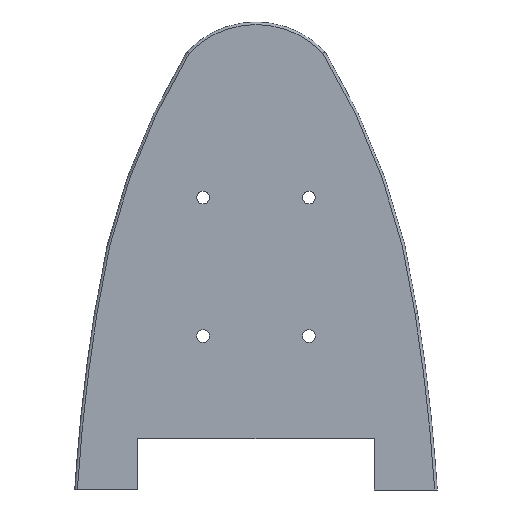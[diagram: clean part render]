
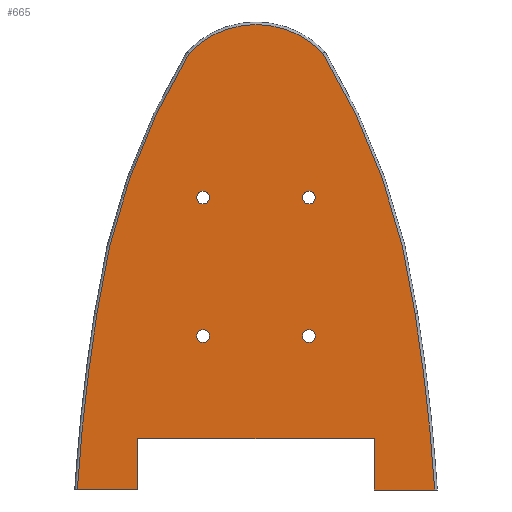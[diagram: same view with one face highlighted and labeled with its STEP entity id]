
A CAD part, front view. The second image highlights one B-rep face of the part: STEP entity #665.
In plain terms, the highlighted planar face has unit normal (0, -1, 0).
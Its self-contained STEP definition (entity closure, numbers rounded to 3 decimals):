
#38=FACE_BOUND('',#153,.T.);
#39=FACE_BOUND('',#154,.T.);
#40=FACE_BOUND('',#155,.T.);
#41=FACE_BOUND('',#156,.T.);
#69=PLANE('',#770);
#103=FACE_OUTER_BOUND('',#152,.T.);
#152=EDGE_LOOP('',(#577,#578,#579,#580,#581,#582,#583,#584,#585,#586));
#153=EDGE_LOOP('',(#587));
#154=EDGE_LOOP('',(#588));
#155=EDGE_LOOP('',(#589));
#156=EDGE_LOOP('',(#590));
#174=LINE('',#1127,#207);
#177=LINE('',#1133,#210);
#180=LINE('',#1139,#213);
#182=LINE('',#1186,#215);
#185=LINE('',#1190,#218);
#207=VECTOR('',#850,10.);
#210=VECTOR('',#855,10.);
#213=VECTOR('',#860,10.);
#215=VECTOR('',#864,10.);
#218=VECTOR('',#869,10.);
#254=CIRCLE('',#740,745.226);
#256=CIRCLE('',#744,2.5);
#258=CIRCLE('',#748,2.5);
#260=CIRCLE('',#752,2.5);
#262=CIRCLE('',#756,2.5);
#264=CIRCLE('',#759,266.305);
#266=CIRCLE('',#762,36.093);
#268=CIRCLE('',#765,266.305);
#269=CIRCLE('',#767,745.226);
#297=VERTEX_POINT('',#1124);
#298=VERTEX_POINT('',#1126);
#300=VERTEX_POINT('',#1132);
#302=VERTEX_POINT('',#1138);
#305=VERTEX_POINT('',#1174);
#306=VERTEX_POINT('',#1185);
#315=VERTEX_POINT('',#1223);
#317=VERTEX_POINT('',#1242);
#319=VERTEX_POINT('',#1250);
#321=VERTEX_POINT('',#1258);
#323=VERTEX_POINT('',#1266);
#325=VERTEX_POINT('',#1272);
#327=VERTEX_POINT('',#1289);
#328=VERTEX_POINT('',#1305);
#364=EDGE_CURVE('',#298,#297,#174,.T.);
#367=EDGE_CURVE('',#300,#298,#177,.T.);
#370=EDGE_CURVE('',#302,#300,#180,.T.);
#376=EDGE_CURVE('',#306,#305,#182,.T.);
#379=EDGE_CURVE('',#297,#306,#185,.T.);
#390=EDGE_CURVE('',#302,#315,#254,.T.);
#394=EDGE_CURVE('',#317,#317,#256,.T.);
#398=EDGE_CURVE('',#319,#319,#258,.T.);
#402=EDGE_CURVE('',#321,#321,#260,.T.);
#406=EDGE_CURVE('',#323,#323,#262,.T.);
#409=EDGE_CURVE('',#315,#325,#264,.T.);
#412=EDGE_CURVE('',#325,#327,#266,.T.);
#415=EDGE_CURVE('',#327,#328,#268,.T.);
#417=EDGE_CURVE('',#328,#305,#269,.T.);
#577=ORIENTED_EDGE('',*,*,#376,.T.);
#578=ORIENTED_EDGE('',*,*,#417,.F.);
#579=ORIENTED_EDGE('',*,*,#415,.F.);
#580=ORIENTED_EDGE('',*,*,#412,.F.);
#581=ORIENTED_EDGE('',*,*,#409,.F.);
#582=ORIENTED_EDGE('',*,*,#390,.F.);
#583=ORIENTED_EDGE('',*,*,#370,.T.);
#584=ORIENTED_EDGE('',*,*,#367,.T.);
#585=ORIENTED_EDGE('',*,*,#364,.T.);
#586=ORIENTED_EDGE('',*,*,#379,.T.);
#587=ORIENTED_EDGE('',*,*,#406,.T.);
#588=ORIENTED_EDGE('',*,*,#402,.T.);
#589=ORIENTED_EDGE('',*,*,#398,.T.);
#590=ORIENTED_EDGE('',*,*,#394,.T.);
#665=ADVANCED_FACE('',(#103,#38,#39,#40,#41),#69,.F.);
#740=AXIS2_PLACEMENT_3D('',#1224,#894,#895);
#744=AXIS2_PLACEMENT_3D('',#1243,#903,#904);
#748=AXIS2_PLACEMENT_3D('',#1251,#913,#914);
#752=AXIS2_PLACEMENT_3D('',#1259,#923,#924);
#756=AXIS2_PLACEMENT_3D('',#1267,#933,#934);
#759=AXIS2_PLACEMENT_3D('',#1273,#940,#941);
#762=AXIS2_PLACEMENT_3D('',#1290,#946,#947);
#765=AXIS2_PLACEMENT_3D('',#1306,#952,#953);
#767=AXIS2_PLACEMENT_3D('',#1320,#956,#957);
#770=AXIS2_PLACEMENT_3D('',#1325,#963,#964);
#850=DIRECTION('',(1.,0.,0.));
#855=DIRECTION('',(0.,0.,1.));
#860=DIRECTION('',(1.,0.,0.));
#864=DIRECTION('',(1.,0.,0.));
#869=DIRECTION('',(0.,0.,-1.));
#894=DIRECTION('center_axis',(0.,1.,0.));
#895=DIRECTION('ref_axis',(-1.,0.,0.021));
#903=DIRECTION('center_axis',(0.,1.,0.));
#904=DIRECTION('ref_axis',(-1.,0.,0.));
#913=DIRECTION('center_axis',(0.,1.,0.));
#914=DIRECTION('ref_axis',(-1.,0.,0.));
#923=DIRECTION('center_axis',(0.,1.,0.));
#924=DIRECTION('ref_axis',(-1.,0.,0.));
#933=DIRECTION('center_axis',(0.,1.,0.));
#934=DIRECTION('ref_axis',(-1.,0.,0.));
#940=DIRECTION('center_axis',(0.,1.,0.));
#941=DIRECTION('ref_axis',(-0.943,0.,0.334));
#946=DIRECTION('center_axis',(0.,1.,0.));
#947=DIRECTION('ref_axis',(0.,0.,1.));
#952=DIRECTION('center_axis',(0.,1.,0.));
#953=DIRECTION('ref_axis',(0.943,0.,0.334));
#956=DIRECTION('center_axis',(0.,1.,0.));
#957=DIRECTION('ref_axis',(1.,0.,0.021));
#963=DIRECTION('center_axis',(0.,1.,0.));
#964=DIRECTION('ref_axis',(0.,0.,1.));
#1124=CARTESIAN_POINT('',(46.081,0.,114.906));
#1126=CARTESIAN_POINT('',(-46.081,0.,114.906));
#1127=CARTESIAN_POINT('',(-23.041,0.,114.906));
#1132=CARTESIAN_POINT('',(-46.081,0.,94.906));
#1133=CARTESIAN_POINT('',(-46.081,0.,66.406));
#1138=CARTESIAN_POINT('',(-69.635,0.,94.906));
#1139=CARTESIAN_POINT('',(-35.319,0.,94.906));
#1174=CARTESIAN_POINT('',(69.635,0.,94.906));
#1185=CARTESIAN_POINT('',(46.081,0.,94.906));
#1186=CARTESIAN_POINT('',(23.041,0.,94.906));
#1190=CARTESIAN_POINT('',(46.081,0.,76.406));
#1223=CARTESIAN_POINT('',(-62.006,0.,163.564));
#1224=CARTESIAN_POINT('Origin',(674.05,0.,47.019));
#1242=CARTESIAN_POINT('',(23.138,0.,154.906));
#1243=CARTESIAN_POINT('Origin',(20.638,0.,154.906));
#1250=CARTESIAN_POINT('',(-18.138,0.,154.906));
#1251=CARTESIAN_POINT('Origin',(-20.638,0.,154.906));
#1258=CARTESIAN_POINT('',(23.138,0.,208.881));
#1259=CARTESIAN_POINT('Origin',(20.638,0.,208.881));
#1266=CARTESIAN_POINT('',(-18.138,0.,208.881));
#1267=CARTESIAN_POINT('Origin',(-20.638,0.,208.881));
#1272=CARTESIAN_POINT('',(-26.069,0.,265.175));
#1273=CARTESIAN_POINT('Origin',(201.833,0.,127.412));
#1289=CARTESIAN_POINT('',(26.069,0.,265.175));
#1290=CARTESIAN_POINT('Origin',(0.,0.,240.214));
#1305=CARTESIAN_POINT('',(62.006,0.,163.564));
#1306=CARTESIAN_POINT('Origin',(-201.833,0.,127.412));
#1320=CARTESIAN_POINT('Origin',(-674.05,0.,47.019));
#1325=CARTESIAN_POINT('Origin',(0.,0.,37.906));
